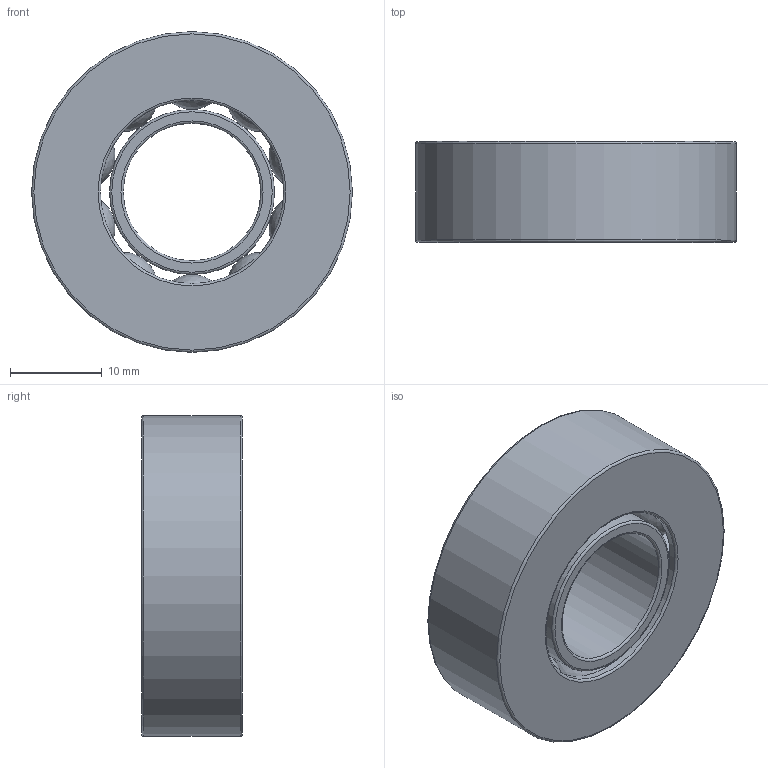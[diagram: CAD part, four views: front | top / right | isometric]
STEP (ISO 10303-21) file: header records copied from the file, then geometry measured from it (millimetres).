
FILE_DESCRIPTION(/* description */ (''),/* implementation_level */ '2;1');
FILE_NAME(/* name */ 'Bearing v3.step',/* time_stamp */ '2019-01-08T22:10:07+00:00',/* author */ (''),/* organization */ (''),/* preprocessor_version */ 'ST-DEVELOPER v17.2',/* originating_system */ 'Autodesk Translation Framework v7.6.0.251',/* authorisation */ '');
FILE_SCHEMA (('AUTOMOTIVE_DESIGN { 1 0 10303 214 3 1 1 }'));
Length unit declared in the file: millimetre
Products named in the file (4): Bearing; Outer Shell; Inner Shell; Ball Bearing
Assembly tree (3 placements, depth 2):
  Bearing
    Outer Shell
    Inner Shell
    Ball Bearing
Bounding box: 35 x 11 x 35 mm (x, y, z)
Volume: 6160.2 mm3; surface area: 7231.7 mm2
Topology: 12 solids, 12 shells, 30 faces, 82 edges, 58 vertices
Faces by surface type: sphere 10, torus 9, plane 6, cylinder 5
Full cylindrical faces by diameter (mm): 15 x1, 18 x1, 20 x2, 35 x1
Entity records: 1033 total; most frequent: DIRECTION 193, CARTESIAN_POINT 157, ORIENTED_EDGE 124, AXIS2_PLACEMENT_3D 94, EDGE_CURVE 62, VERTEX_POINT 58, CIRCLE 57, EDGE_LOOP 36
